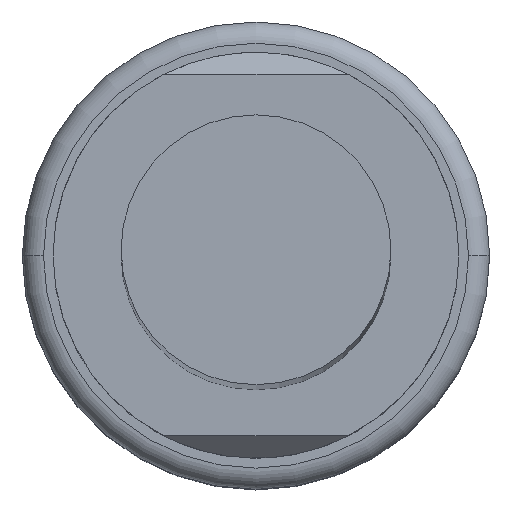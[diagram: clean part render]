
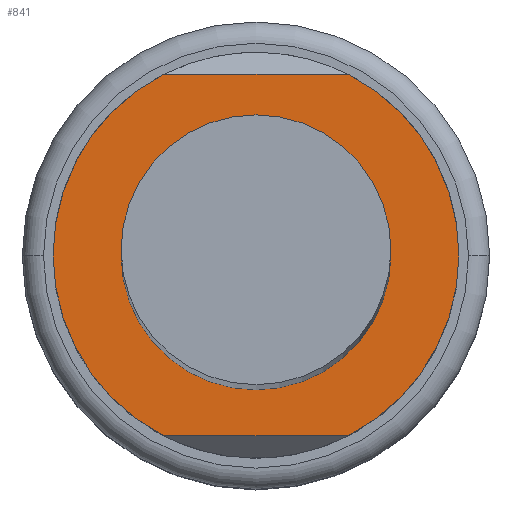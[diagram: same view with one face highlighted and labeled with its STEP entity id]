
A CAD part, top view. The second image highlights one B-rep face of the part: STEP entity #841.
In plain terms, the highlighted planar face has unit normal (0, 0, 1).
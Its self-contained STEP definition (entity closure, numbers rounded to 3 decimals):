
#8 = CARTESIAN_POINT ( 'NONE',  ( -9.55, 0., -140. ) ) ;
#21 = EDGE_LOOP ( 'NONE', ( #75, #338, #323, #251, #159, #432 ) ) ;
#25 = VERTEX_POINT ( 'NONE', #8 ) ;
#34 = VERTEX_POINT ( 'NONE', #587 ) ;
#51 = EDGE_CURVE ( 'NONE', #25, #750, #169, .T. ) ;
#52 = CIRCLE ( 'NONE', #661, 6. ) ;
#58 = CARTESIAN_POINT ( 'NONE',  ( -6., 0., -140. ) ) ;
#66 = CARTESIAN_POINT ( 'NONE',  ( 0., 0., -140. ) ) ;
#70 = CIRCLE ( 'NONE', #624, 9.55 ) ;
#74 = CARTESIAN_POINT ( 'NONE',  ( 0., 0., -140. ) ) ;
#75 = ORIENTED_EDGE ( 'NONE', *, *, #286, .T. ) ;
#83 = CARTESIAN_POINT ( 'NONE',  ( 0., 6., -140. ) ) ;
#84 = VECTOR ( 'NONE', #781, 1000. ) ;
#115 = DIRECTION ( 'NONE',  ( 1., 0., 0. ) ) ;
#124 = AXIS2_PLACEMENT_3D ( 'NONE', #807, #220, #729 ) ;
#128 = DIRECTION ( 'NONE',  ( 1., 0., 0. ) ) ;
#151 = DIRECTION ( 'NONE',  ( 1., 0., 0. ) ) ;
#159 = ORIENTED_EDGE ( 'NONE', *, *, #548, .T. ) ;
#163 = LINE ( 'NONE', #527, #339 ) ;
#169 = CIRCLE ( 'NONE', #124, 9.55 ) ;
#181 = VERTEX_POINT ( 'NONE', #798 ) ;
#198 = EDGE_CURVE ( 'NONE', #750, #557, #864, .T. ) ;
#201 = CARTESIAN_POINT ( 'NONE',  ( 0., 0., -140. ) ) ;
#220 = DIRECTION ( 'NONE',  ( 0., 0., 1. ) ) ;
#239 = ORIENTED_EDGE ( 'NONE', *, *, #895, .F. ) ;
#251 = ORIENTED_EDGE ( 'NONE', *, *, #312, .T. ) ;
#266 = CIRCLE ( 'NONE', #635, 9.55 ) ;
#282 = CIRCLE ( 'NONE', #313, 9.55 ) ;
#286 = EDGE_CURVE ( 'NONE', #34, #25, #70, .T. ) ;
#290 = CARTESIAN_POINT ( 'NONE',  ( 0., -8.5, -140. ) ) ;
#296 = ORIENTED_EDGE ( 'NONE', *, *, #904, .F. ) ;
#306 = CARTESIAN_POINT ( 'NONE',  ( 4.353, -8.5, -140. ) ) ;
#312 = EDGE_CURVE ( 'NONE', #557, #181, #266, .T. ) ;
#313 = AXIS2_PLACEMENT_3D ( 'NONE', #74, #598, #151 ) ;
#323 = ORIENTED_EDGE ( 'NONE', *, *, #198, .T. ) ;
#338 = ORIENTED_EDGE ( 'NONE', *, *, #51, .T. ) ;
#339 = VECTOR ( 'NONE', #950, 1000. ) ;
#421 = AXIS2_PLACEMENT_3D ( 'NONE', #83, #879, #806 ) ;
#432 = ORIENTED_EDGE ( 'NONE', *, *, #689, .T. ) ;
#442 = CARTESIAN_POINT ( 'NONE',  ( 4.353, 8.5, -140. ) ) ;
#471 = CARTESIAN_POINT ( 'NONE',  ( -4.353, -8.5, -140. ) ) ;
#481 = AXIS2_PLACEMENT_3D ( 'NONE', #66, #586, #650 ) ;
#496 = EDGE_LOOP ( 'NONE', ( #239, #296 ) ) ;
#521 = VERTEX_POINT ( 'NONE', #58 ) ;
#527 = CARTESIAN_POINT ( 'NONE',  ( 0., 8.5, -140. ) ) ;
#528 = FACE_BOUND ( 'NONE', #496, .T. ) ;
#548 = EDGE_CURVE ( 'NONE', #181, #790, #282, .T. ) ;
#557 = VERTEX_POINT ( 'NONE', #306 ) ;
#574 = DIRECTION ( 'NONE',  ( 0., 0., 1. ) ) ;
#586 = DIRECTION ( 'NONE',  ( 0., 0., 1. ) ) ;
#587 = CARTESIAN_POINT ( 'NONE',  ( -4.353, 8.5, -140. ) ) ;
#598 = DIRECTION ( 'NONE',  ( 0., 0., 1. ) ) ;
#607 = CARTESIAN_POINT ( 'NONE',  ( 6., 0., -140. ) ) ;
#624 = AXIS2_PLACEMENT_3D ( 'NONE', #800, #633, #115 ) ;
#633 = DIRECTION ( 'NONE',  ( 0., 0., 1. ) ) ;
#635 = AXIS2_PLACEMENT_3D ( 'NONE', #911, #720, #770 ) ;
#650 = DIRECTION ( 'NONE',  ( 1., 0., 0. ) ) ;
#661 = AXIS2_PLACEMENT_3D ( 'NONE', #201, #574, #128 ) ;
#668 = CIRCLE ( 'NONE', #481, 6. ) ;
#689 = EDGE_CURVE ( 'NONE', #790, #34, #163, .T. ) ;
#720 = DIRECTION ( 'NONE',  ( 0., 0., 1. ) ) ;
#729 = DIRECTION ( 'NONE',  ( 1., 0., 0. ) ) ;
#747 = PLANE ( 'NONE',  #421 ) ;
#750 = VERTEX_POINT ( 'NONE', #471 ) ;
#770 = DIRECTION ( 'NONE',  ( 1., 0., 0. ) ) ;
#781 = DIRECTION ( 'NONE',  ( 1., 0., 0. ) ) ;
#790 = VERTEX_POINT ( 'NONE', #442 ) ;
#798 = CARTESIAN_POINT ( 'NONE',  ( 9.55, 0., -140. ) ) ;
#800 = CARTESIAN_POINT ( 'NONE',  ( 0., 0., -140. ) ) ;
#806 = DIRECTION ( 'NONE',  ( -1., 0., 0. ) ) ;
#807 = CARTESIAN_POINT ( 'NONE',  ( 0., 0., -140. ) ) ;
#838 = VERTEX_POINT ( 'NONE', #607 ) ;
#841 = ADVANCED_FACE ( 'NONE', ( #528, #883 ), #747, .F. ) ;
#864 = LINE ( 'NONE', #290, #84 ) ;
#879 = DIRECTION ( 'NONE',  ( 0., 0., -1. ) ) ;
#883 = FACE_OUTER_BOUND ( 'NONE', #21, .T. ) ;
#895 = EDGE_CURVE ( 'NONE', #838, #521, #668, .T. ) ;
#904 = EDGE_CURVE ( 'NONE', #521, #838, #52, .T. ) ;
#911 = CARTESIAN_POINT ( 'NONE',  ( 0., 0., -140. ) ) ;
#950 = DIRECTION ( 'NONE',  ( -1., 0., 0. ) ) ;
